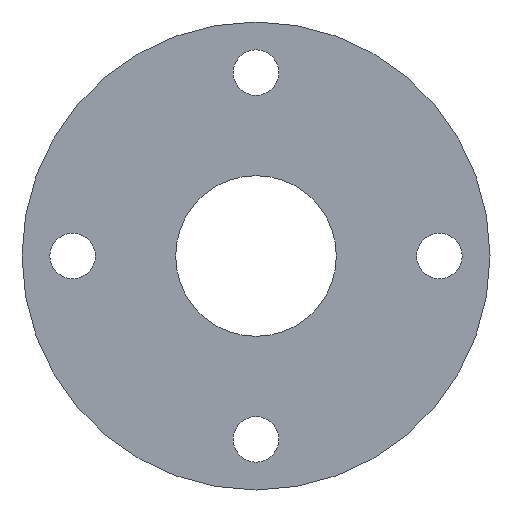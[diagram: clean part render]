
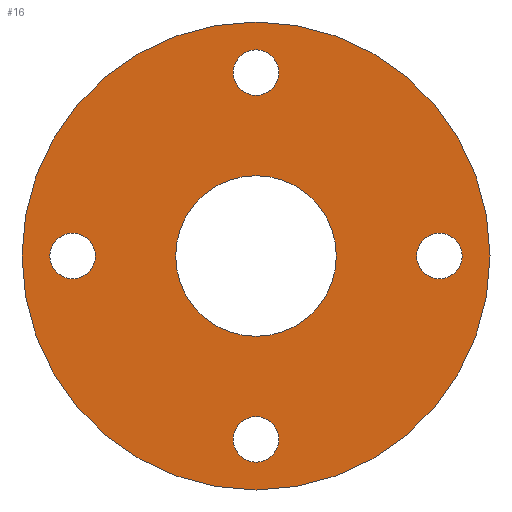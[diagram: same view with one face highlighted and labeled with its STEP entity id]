
A CAD part, front view. The second image highlights one B-rep face of the part: STEP entity #16.
In plain terms, the highlighted planar face has unit normal (0, -1, 0).
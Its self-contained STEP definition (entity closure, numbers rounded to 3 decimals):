
#4 = AXIS2_PLACEMENT_3D ( 'NONE', #375, #374, #461 ) ;
#6 = DIRECTION ( 'NONE',  ( 0., 0., -1. ) ) ;
#12 = FACE_BOUND ( 'NONE', #111, .T. ) ;
#14 = ORIENTED_EDGE ( 'NONE', *, *, #373, .F. ) ;
#16 = ADVANCED_FACE ( 'NONE', ( #93, #220, #180, #12, #348, #223 ), #440, .T. ) ;
#24 = CIRCLE ( 'NONE', #402, 9. ) ;
#27 = ORIENTED_EDGE ( 'NONE', *, *, #426, .F. ) ;
#28 = CIRCLE ( 'NONE', #163, 92.5 ) ;
#30 = CARTESIAN_POINT ( 'NONE',  ( 0., 0., -63.5 ) ) ;
#31 = EDGE_LOOP ( 'NONE', ( #27, #418 ) ) ;
#39 = EDGE_CURVE ( 'NONE', #456, #486, #241, .T. ) ;
#50 = AXIS2_PLACEMENT_3D ( 'NONE', #227, #313, #481 ) ;
#54 = DIRECTION ( 'NONE',  ( 0., -1., 0. ) ) ;
#61 = CARTESIAN_POINT ( 'NONE',  ( 0., 0., 92.5 ) ) ;
#62 = VERTEX_POINT ( 'NONE', #407 ) ;
#66 = VERTEX_POINT ( 'NONE', #110 ) ;
#68 = DIRECTION ( 'NONE',  ( 0., -1., 0. ) ) ;
#73 = VERTEX_POINT ( 'NONE', #30 ) ;
#75 = DIRECTION ( 'NONE',  ( 0., -1., 0. ) ) ;
#81 = CIRCLE ( 'NONE', #97, 92.5 ) ;
#86 = VERTEX_POINT ( 'NONE', #61 ) ;
#87 = DIRECTION ( 'NONE',  ( 0., 0., -1. ) ) ;
#89 = CARTESIAN_POINT ( 'NONE',  ( 0., 0., -72.5 ) ) ;
#92 = AXIS2_PLACEMENT_3D ( 'NONE', #499, #206, #113 ) ;
#93 = FACE_BOUND ( 'NONE', #411, .T. ) ;
#97 = AXIS2_PLACEMENT_3D ( 'NONE', #523, #403, #452 ) ;
#103 = DIRECTION ( 'NONE',  ( 0., 0., -1. ) ) ;
#106 = CARTESIAN_POINT ( 'NONE',  ( 0., 0., 31.75 ) ) ;
#110 = CARTESIAN_POINT ( 'NONE',  ( 72.5, 0., -9. ) ) ;
#111 = EDGE_LOOP ( 'NONE', ( #435, #529 ) ) ;
#113 = DIRECTION ( 'NONE',  ( 0., 0., 1. ) ) ;
#115 = ORIENTED_EDGE ( 'NONE', *, *, #118, .F. ) ;
#118 = EDGE_CURVE ( 'NONE', #62, #141, #120, .T. ) ;
#120 = CIRCLE ( 'NONE', #50, 9. ) ;
#124 = AXIS2_PLACEMENT_3D ( 'NONE', #491, #542, #455 ) ;
#131 = CARTESIAN_POINT ( 'NONE',  ( 0., 0., -31.75 ) ) ;
#133 = EDGE_CURVE ( 'NONE', #66, #537, #24, .T. ) ;
#138 = DIRECTION ( 'NONE',  ( 0., 0., -1. ) ) ;
#141 = VERTEX_POINT ( 'NONE', #463 ) ;
#154 = ORIENTED_EDGE ( 'NONE', *, *, #39, .T. ) ;
#155 = EDGE_CURVE ( 'NONE', #488, #174, #477, .T. ) ;
#160 = CIRCLE ( 'NONE', #308, 9. ) ;
#163 = AXIS2_PLACEMENT_3D ( 'NONE', #475, #472, #208 ) ;
#165 = CARTESIAN_POINT ( 'NONE',  ( 72.5, 0., 0. ) ) ;
#169 = EDGE_CURVE ( 'NONE', #486, #456, #235, .T. ) ;
#171 = EDGE_LOOP ( 'NONE', ( #225, #154 ) ) ;
#174 = VERTEX_POINT ( 'NONE', #204 ) ;
#176 = CARTESIAN_POINT ( 'NONE',  ( 72.5, 0., 9. ) ) ;
#177 = VERTEX_POINT ( 'NONE', #417 ) ;
#180 = FACE_BOUND ( 'NONE', #543, .T. ) ;
#185 = AXIS2_PLACEMENT_3D ( 'NONE', #525, #361, #189 ) ;
#189 = DIRECTION ( 'NONE',  ( 0., 0., 1. ) ) ;
#202 = DIRECTION ( 'NONE',  ( 0., 0., -1. ) ) ;
#204 = CARTESIAN_POINT ( 'NONE',  ( 0., 0., 63.5 ) ) ;
#206 = DIRECTION ( 'NONE',  ( 0., 1., 0. ) ) ;
#208 = DIRECTION ( 'NONE',  ( 0., 0., 1. ) ) ;
#219 = CARTESIAN_POINT ( 'NONE',  ( 0., 0., 72.5 ) ) ;
#220 = FACE_BOUND ( 'NONE', #31, .T. ) ;
#223 = FACE_OUTER_BOUND ( 'NONE', #441, .T. ) ;
#225 = ORIENTED_EDGE ( 'NONE', *, *, #169, .T. ) ;
#227 = CARTESIAN_POINT ( 'NONE',  ( -72.5, 0., 0. ) ) ;
#235 = CIRCLE ( 'NONE', #92, 31.75 ) ;
#241 = CIRCLE ( 'NONE', #185, 31.75 ) ;
#254 = DIRECTION ( 'NONE',  ( 0., 0., -1. ) ) ;
#259 = ORIENTED_EDGE ( 'NONE', *, *, #133, .F. ) ;
#266 = EDGE_CURVE ( 'NONE', #73, #177, #517, .T. ) ;
#292 = EDGE_CURVE ( 'NONE', #86, #401, #28, .T. ) ;
#294 = EDGE_CURVE ( 'NONE', #177, #73, #474, .T. ) ;
#295 = DIRECTION ( 'NONE',  ( 0., -1., 0. ) ) ;
#305 = CARTESIAN_POINT ( 'NONE',  ( 0., 0., 92.5 ) ) ;
#308 = AXIS2_PLACEMENT_3D ( 'NONE', #219, #54, #87 ) ;
#313 = DIRECTION ( 'NONE',  ( 0., -1., 0. ) ) ;
#327 = ORIENTED_EDGE ( 'NONE', *, *, #532, .F. ) ;
#348 = FACE_BOUND ( 'NONE', #171, .T. ) ;
#361 = DIRECTION ( 'NONE',  ( 0., 1., 0. ) ) ;
#362 = ORIENTED_EDGE ( 'NONE', *, *, #292, .F. ) ;
#373 = EDGE_CURVE ( 'NONE', #537, #66, #496, .T. ) ;
#374 = DIRECTION ( 'NONE',  ( 0., -1., 0. ) ) ;
#375 = CARTESIAN_POINT ( 'NONE',  ( 0., 0., 72.5 ) ) ;
#380 = AXIS2_PLACEMENT_3D ( 'NONE', #305, #68, #103 ) ;
#381 = AXIS2_PLACEMENT_3D ( 'NONE', #436, #295, #254 ) ;
#382 = DIRECTION ( 'NONE',  ( 0., -1., 0. ) ) ;
#384 = CARTESIAN_POINT ( 'NONE',  ( -72.5, 0., 0. ) ) ;
#393 = ORIENTED_EDGE ( 'NONE', *, *, #469, .F. ) ;
#401 = VERTEX_POINT ( 'NONE', #466 ) ;
#402 = AXIS2_PLACEMENT_3D ( 'NONE', #165, #75, #202 ) ;
#403 = DIRECTION ( 'NONE',  ( 0., 1., 0. ) ) ;
#407 = CARTESIAN_POINT ( 'NONE',  ( -72.5, 0., 9. ) ) ;
#411 = EDGE_LOOP ( 'NONE', ( #259, #14 ) ) ;
#417 = CARTESIAN_POINT ( 'NONE',  ( 0., 0., -81.5 ) ) ;
#418 = ORIENTED_EDGE ( 'NONE', *, *, #155, .F. ) ;
#426 = EDGE_CURVE ( 'NONE', #174, #488, #160, .T. ) ;
#428 = DIRECTION ( 'NONE',  ( 0., -1., 0. ) ) ;
#435 = ORIENTED_EDGE ( 'NONE', *, *, #294, .F. ) ;
#436 = CARTESIAN_POINT ( 'NONE',  ( 72.5, 0., 0. ) ) ;
#440 = PLANE ( 'NONE',  #380 ) ;
#441 = EDGE_LOOP ( 'NONE', ( #362, #327 ) ) ;
#452 = DIRECTION ( 'NONE',  ( 0., 0., 1. ) ) ;
#455 = DIRECTION ( 'NONE',  ( 0., 0., -1. ) ) ;
#456 = VERTEX_POINT ( 'NONE', #131 ) ;
#457 = AXIS2_PLACEMENT_3D ( 'NONE', #384, #428, #6 ) ;
#461 = DIRECTION ( 'NONE',  ( 0., 0., -1. ) ) ;
#463 = CARTESIAN_POINT ( 'NONE',  ( -72.5, 0., -9. ) ) ;
#466 = CARTESIAN_POINT ( 'NONE',  ( 0., 0., -92.5 ) ) ;
#469 = EDGE_CURVE ( 'NONE', #141, #62, #541, .T. ) ;
#472 = DIRECTION ( 'NONE',  ( 0., 1., 0. ) ) ;
#474 = CIRCLE ( 'NONE', #544, 9. ) ;
#475 = CARTESIAN_POINT ( 'NONE',  ( 0., 0., 0. ) ) ;
#477 = CIRCLE ( 'NONE', #4, 9. ) ;
#481 = DIRECTION ( 'NONE',  ( 0., 0., -1. ) ) ;
#484 = CARTESIAN_POINT ( 'NONE',  ( 0., 0., 81.5 ) ) ;
#486 = VERTEX_POINT ( 'NONE', #106 ) ;
#488 = VERTEX_POINT ( 'NONE', #484 ) ;
#491 = CARTESIAN_POINT ( 'NONE',  ( 0., 0., -72.5 ) ) ;
#496 = CIRCLE ( 'NONE', #381, 9. ) ;
#499 = CARTESIAN_POINT ( 'NONE',  ( 0., 0., 0. ) ) ;
#517 = CIRCLE ( 'NONE', #124, 9. ) ;
#523 = CARTESIAN_POINT ( 'NONE',  ( 0., 0., 0. ) ) ;
#525 = CARTESIAN_POINT ( 'NONE',  ( 0., 0., 0. ) ) ;
#529 = ORIENTED_EDGE ( 'NONE', *, *, #266, .F. ) ;
#532 = EDGE_CURVE ( 'NONE', #401, #86, #81, .T. ) ;
#537 = VERTEX_POINT ( 'NONE', #176 ) ;
#541 = CIRCLE ( 'NONE', #457, 9. ) ;
#542 = DIRECTION ( 'NONE',  ( 0., -1., 0. ) ) ;
#543 = EDGE_LOOP ( 'NONE', ( #393, #115 ) ) ;
#544 = AXIS2_PLACEMENT_3D ( 'NONE', #89, #382, #138 ) ;
